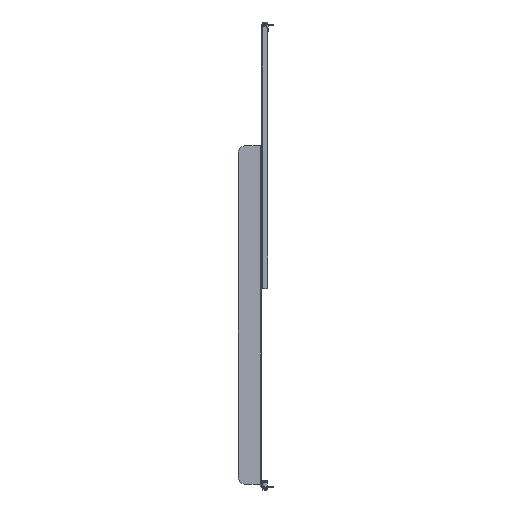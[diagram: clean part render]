
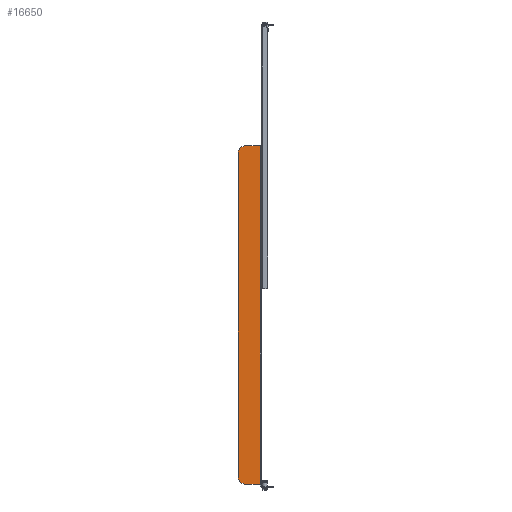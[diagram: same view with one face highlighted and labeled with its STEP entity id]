
A CAD part, front view. The second image highlights one B-rep face of the part: STEP entity #16650.
In plain terms, the highlighted planar face has unit normal (0, -1, 0).
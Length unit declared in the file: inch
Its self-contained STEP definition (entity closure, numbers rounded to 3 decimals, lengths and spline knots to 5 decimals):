
#529 = VERTEX_POINT ( 'NONE', #792 ) ;
#792 = CARTESIAN_POINT ( 'NONE',  ( -1., 0., 0.142 ) ) ;
#1945 = VERTEX_POINT ( 'NONE', #3197 ) ;
#2058 = EDGE_CURVE ( 'NONE', #33380, #22254, #32419, .T. ) ;
#2195 = CARTESIAN_POINT ( 'NONE',  ( -1.5, 0., 21.442 ) ) ;
#3197 = CARTESIAN_POINT ( 'NONE',  ( -0.078, 0., 21.942 ) ) ;
#3269 = LINE ( 'NONE', #4434, #23096 ) ;
#3734 = ORIENTED_EDGE ( 'NONE', *, *, #21330, .T. ) ;
#4268 = CARTESIAN_POINT ( 'NONE',  ( -1., 0., 0.642 ) ) ;
#4434 = CARTESIAN_POINT ( 'NONE',  ( -0.078, 0., 0.142 ) ) ;
#6231 = CIRCLE ( 'NONE', #28555, 0.5 ) ;
#6467 = DIRECTION ( 'NONE',  ( 0., -1., 0. ) ) ;
#6997 = DIRECTION ( 'NONE',  ( -1., 0., 0. ) ) ;
#7140 = DIRECTION ( 'NONE',  ( -1., 0., 0. ) ) ;
#8192 = DIRECTION ( 'NONE',  ( 1., 0., 0. ) ) ;
#8243 = EDGE_CURVE ( 'NONE', #1945, #33291, #3269, .T. ) ;
#10642 = CARTESIAN_POINT ( 'NONE',  ( -1.5, 0., 0. ) ) ;
#11836 = CARTESIAN_POINT ( 'NONE',  ( -1., 0., 21.942 ) ) ;
#12090 = PLANE ( 'NONE',  #18290 ) ;
#13570 = ORIENTED_EDGE ( 'NONE', *, *, #33232, .T. ) ;
#14770 = DIRECTION ( 'NONE',  ( 0., 1., 0. ) ) ;
#15222 = ORIENTED_EDGE ( 'NONE', *, *, #2058, .T. ) ;
#15665 = CIRCLE ( 'NONE', #20163, 0.5 ) ;
#16650 = ADVANCED_FACE ( 'NONE', ( #23626 ), #12090, .F. ) ;
#17547 = LINE ( 'NONE', #24403, #23891 ) ;
#18030 = ORIENTED_EDGE ( 'NONE', *, *, #18267, .T. ) ;
#18267 = EDGE_CURVE ( 'NONE', #529, #33291, #17547, .T. ) ;
#18290 = AXIS2_PLACEMENT_3D ( 'NONE', #22667, #14770, #33689 ) ;
#18501 = EDGE_CURVE ( 'NONE', #22254, #529, #15665, .T. ) ;
#19016 = LINE ( 'NONE', #28733, #32581 ) ;
#19799 = EDGE_LOOP ( 'NONE', ( #13570, #3734, #15222, #24780, #18030, #22144 ) ) ;
#20163 = AXIS2_PLACEMENT_3D ( 'NONE', #4268, #23105, #6997 ) ;
#20578 = DIRECTION ( 'NONE',  ( 0., 0., -1. ) ) ;
#21330 = EDGE_CURVE ( 'NONE', #26168, #33380, #6231, .T. ) ;
#22144 = ORIENTED_EDGE ( 'NONE', *, *, #8243, .F. ) ;
#22254 = VERTEX_POINT ( 'NONE', #23716 ) ;
#22585 = CARTESIAN_POINT ( 'NONE',  ( -1., 0., 21.442 ) ) ;
#22667 = CARTESIAN_POINT ( 'NONE',  ( 0., 0., 0. ) ) ;
#23096 = VECTOR ( 'NONE', #20578, 39.37008 ) ;
#23105 = DIRECTION ( 'NONE',  ( 0., -1., 0. ) ) ;
#23626 = FACE_OUTER_BOUND ( 'NONE', #19799, .T. ) ;
#23716 = CARTESIAN_POINT ( 'NONE',  ( -1.5, 0., 0.642 ) ) ;
#23891 = VECTOR ( 'NONE', #8192, 39.37008 ) ;
#24403 = CARTESIAN_POINT ( 'NONE',  ( 0., 0., 0.142 ) ) ;
#24780 = ORIENTED_EDGE ( 'NONE', *, *, #18501, .T. ) ;
#25301 = DIRECTION ( 'NONE',  ( -1., 0., 0. ) ) ;
#26168 = VERTEX_POINT ( 'NONE', #11836 ) ;
#26902 = DIRECTION ( 'NONE',  ( 0., 0., -1. ) ) ;
#28555 = AXIS2_PLACEMENT_3D ( 'NONE', #22585, #6467, #25301 ) ;
#28733 = CARTESIAN_POINT ( 'NONE',  ( 0., 0., 21.942 ) ) ;
#28857 = CARTESIAN_POINT ( 'NONE',  ( -0.078, 0., 0.142 ) ) ;
#32419 = LINE ( 'NONE', #10642, #33259 ) ;
#32581 = VECTOR ( 'NONE', #7140, 39.37008 ) ;
#33232 = EDGE_CURVE ( 'NONE', #1945, #26168, #19016, .T. ) ;
#33259 = VECTOR ( 'NONE', #26902, 39.37008 ) ;
#33291 = VERTEX_POINT ( 'NONE', #28857 ) ;
#33380 = VERTEX_POINT ( 'NONE', #2195 ) ;
#33689 = DIRECTION ( 'NONE',  ( -1., 0., 0. ) ) ;
